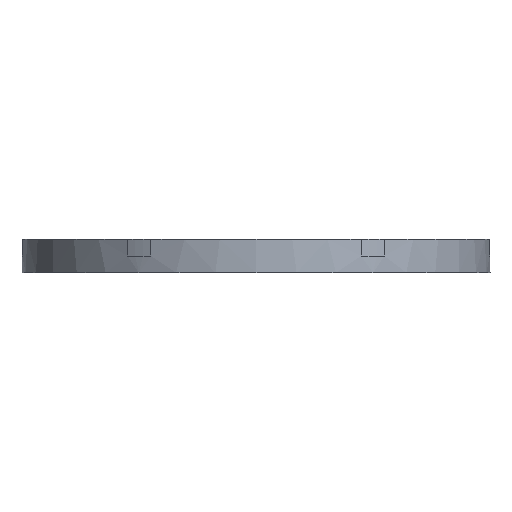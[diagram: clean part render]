
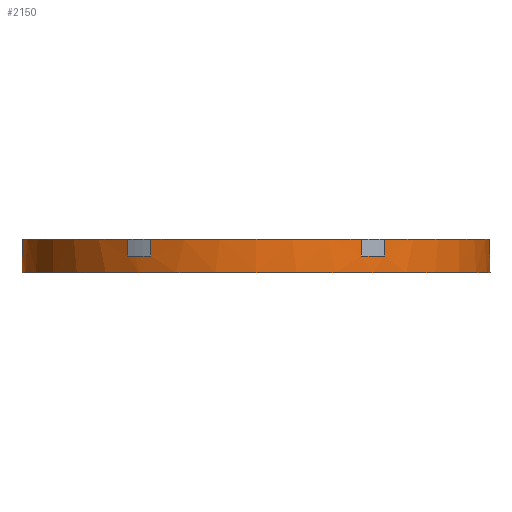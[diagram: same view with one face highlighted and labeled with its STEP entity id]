
A CAD part, left-side view. The second image highlights one B-rep face of the part: STEP entity #2150.
In plain terms, the highlighted cylindrical face has radius 70 mm (diameter 140 mm), a full revolution.
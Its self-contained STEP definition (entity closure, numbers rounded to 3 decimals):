
#154=CIRCLE('',#2282,70.);
#164=CIRCLE('',#2298,70.);
#165=CIRCLE('',#2299,70.);
#170=CIRCLE('',#2307,70.);
#180=CIRCLE('',#2323,70.);
#184=CIRCLE('',#2330,70.);
#194=CIRCLE('',#2346,70.);
#198=CIRCLE('',#2353,70.);
#208=CIRCLE('',#2369,70.);
#212=CIRCLE('',#2376,70.);
#222=CIRCLE('',#2392,70.);
#224=CIRCLE('',#2396,70.);
#230=CIRCLE('',#2405,70.);
#231=CIRCLE('',#2406,70.);
#377=FACE_OUTER_BOUND('',#525,.T.);
#525=EDGE_LOOP('',(#1927,#1928,#1929,#1930,#1931,#1932,#1933,#1934,#1935,
#1936,#1937,#1938,#1939,#1940,#1941,#1942,#1943,#1944,#1945,#1946,#1947,
#1948,#1949,#1950,#1951,#1952,#1953,#1954));
#647=LINE('',#3440,#807);
#649=LINE('',#3446,#809);
#660=LINE('',#3491,#820);
#662=LINE('',#3504,#822);
#673=LINE('',#3549,#833);
#675=LINE('',#3558,#835);
#686=LINE('',#3603,#846);
#688=LINE('',#3612,#848);
#699=LINE('',#3657,#859);
#701=LINE('',#3666,#861);
#712=LINE('',#3711,#872);
#714=LINE('',#3720,#874);
#719=LINE('',#3741,#879);
#807=VECTOR('',#2716,10.);
#809=VECTOR('',#2720,10.);
#820=VECTOR('',#2769,10.);
#822=VECTOR('',#2783,10.);
#833=VECTOR('',#2832,10.);
#835=VECTOR('',#2842,10.);
#846=VECTOR('',#2891,10.);
#848=VECTOR('',#2901,10.);
#859=VECTOR('',#2950,10.);
#861=VECTOR('',#2960,10.);
#872=VECTOR('',#3009,10.);
#874=VECTOR('',#3019,10.);
#879=VECTOR('',#3046,70.);
#983=VERTEX_POINT('',#3434);
#985=VERTEX_POINT('',#3438);
#986=VERTEX_POINT('',#3442);
#988=VERTEX_POINT('',#3445);
#1001=VERTEX_POINT('',#3485);
#1003=VERTEX_POINT('',#3489);
#1004=VERTEX_POINT('',#3493);
#1006=VERTEX_POINT('',#3500);
#1008=VERTEX_POINT('',#3503);
#1021=VERTEX_POINT('',#3543);
#1023=VERTEX_POINT('',#3547);
#1024=VERTEX_POINT('',#3554);
#1026=VERTEX_POINT('',#3557);
#1039=VERTEX_POINT('',#3597);
#1041=VERTEX_POINT('',#3601);
#1042=VERTEX_POINT('',#3608);
#1044=VERTEX_POINT('',#3611);
#1057=VERTEX_POINT('',#3651);
#1059=VERTEX_POINT('',#3655);
#1060=VERTEX_POINT('',#3662);
#1062=VERTEX_POINT('',#3665);
#1075=VERTEX_POINT('',#3705);
#1077=VERTEX_POINT('',#3709);
#1078=VERTEX_POINT('',#3716);
#1080=VERTEX_POINT('',#3719);
#1085=VERTEX_POINT('',#3739);
#1235=EDGE_CURVE('',#983,#985,#647,.F.);
#1237=EDGE_CURVE('',#986,#988,#649,.T.);
#1243=EDGE_CURVE('',#983,#986,#154,.T.);
#1260=EDGE_CURVE('',#1001,#1003,#660,.F.);
#1261=EDGE_CURVE('',#988,#1004,#164,.T.);
#1262=EDGE_CURVE('',#1004,#1003,#165,.T.);
#1266=EDGE_CURVE('',#1006,#1008,#662,.T.);
#1272=EDGE_CURVE('',#1001,#1006,#170,.T.);
#1289=EDGE_CURVE('',#1021,#1023,#673,.F.);
#1290=EDGE_CURVE('',#1008,#1023,#180,.T.);
#1293=EDGE_CURVE('',#1024,#1026,#675,.T.);
#1299=EDGE_CURVE('',#1021,#1024,#184,.T.);
#1316=EDGE_CURVE('',#1039,#1041,#686,.F.);
#1317=EDGE_CURVE('',#1026,#1041,#194,.T.);
#1320=EDGE_CURVE('',#1042,#1044,#688,.T.);
#1326=EDGE_CURVE('',#1039,#1042,#198,.T.);
#1343=EDGE_CURVE('',#1057,#1059,#699,.F.);
#1344=EDGE_CURVE('',#1044,#1059,#208,.T.);
#1347=EDGE_CURVE('',#1060,#1062,#701,.T.);
#1353=EDGE_CURVE('',#1057,#1060,#212,.T.);
#1370=EDGE_CURVE('',#1075,#1077,#712,.F.);
#1371=EDGE_CURVE('',#1062,#1077,#222,.T.);
#1374=EDGE_CURVE('',#1078,#1080,#714,.T.);
#1377=EDGE_CURVE('',#1080,#985,#224,.T.);
#1385=EDGE_CURVE('',#1085,#1085,#230,.T.);
#1386=EDGE_CURVE('',#1085,#1004,#719,.T.);
#1387=EDGE_CURVE('',#1075,#1078,#231,.T.);
#1927=ORIENTED_EDGE('',*,*,#1385,.F.);
#1928=ORIENTED_EDGE('',*,*,#1386,.T.);
#1929=ORIENTED_EDGE('',*,*,#1261,.F.);
#1930=ORIENTED_EDGE('',*,*,#1237,.F.);
#1931=ORIENTED_EDGE('',*,*,#1243,.F.);
#1932=ORIENTED_EDGE('',*,*,#1235,.T.);
#1933=ORIENTED_EDGE('',*,*,#1377,.F.);
#1934=ORIENTED_EDGE('',*,*,#1374,.F.);
#1935=ORIENTED_EDGE('',*,*,#1387,.F.);
#1936=ORIENTED_EDGE('',*,*,#1370,.T.);
#1937=ORIENTED_EDGE('',*,*,#1371,.F.);
#1938=ORIENTED_EDGE('',*,*,#1347,.F.);
#1939=ORIENTED_EDGE('',*,*,#1353,.F.);
#1940=ORIENTED_EDGE('',*,*,#1343,.T.);
#1941=ORIENTED_EDGE('',*,*,#1344,.F.);
#1942=ORIENTED_EDGE('',*,*,#1320,.F.);
#1943=ORIENTED_EDGE('',*,*,#1326,.F.);
#1944=ORIENTED_EDGE('',*,*,#1316,.T.);
#1945=ORIENTED_EDGE('',*,*,#1317,.F.);
#1946=ORIENTED_EDGE('',*,*,#1293,.F.);
#1947=ORIENTED_EDGE('',*,*,#1299,.F.);
#1948=ORIENTED_EDGE('',*,*,#1289,.T.);
#1949=ORIENTED_EDGE('',*,*,#1290,.F.);
#1950=ORIENTED_EDGE('',*,*,#1266,.F.);
#1951=ORIENTED_EDGE('',*,*,#1272,.F.);
#1952=ORIENTED_EDGE('',*,*,#1260,.T.);
#1953=ORIENTED_EDGE('',*,*,#1262,.F.);
#1954=ORIENTED_EDGE('',*,*,#1386,.F.);
#2049=CYLINDRICAL_SURFACE('',#2404,70.);
#2150=ADVANCED_FACE('',(#377),#2049,.T.);
#2282=AXIS2_PLACEMENT_3D('',#3457,#2732,#2733);
#2298=AXIS2_PLACEMENT_3D('',#3494,#2772,#2773);
#2299=AXIS2_PLACEMENT_3D('',#3495,#2774,#2775);
#2307=AXIS2_PLACEMENT_3D('',#3515,#2795,#2796);
#2323=AXIS2_PLACEMENT_3D('',#3551,#2835,#2836);
#2330=AXIS2_PLACEMENT_3D('',#3569,#2854,#2855);
#2346=AXIS2_PLACEMENT_3D('',#3605,#2894,#2895);
#2353=AXIS2_PLACEMENT_3D('',#3623,#2913,#2914);
#2369=AXIS2_PLACEMENT_3D('',#3659,#2953,#2954);
#2376=AXIS2_PLACEMENT_3D('',#3677,#2972,#2973);
#2392=AXIS2_PLACEMENT_3D('',#3713,#3012,#3013);
#2396=AXIS2_PLACEMENT_3D('',#3725,#3024,#3025);
#2404=AXIS2_PLACEMENT_3D('',#3738,#3042,#3043);
#2405=AXIS2_PLACEMENT_3D('',#3740,#3044,#3045);
#2406=AXIS2_PLACEMENT_3D('',#3742,#3047,#3048);
#2716=DIRECTION('',(0.,0.,-1.));
#2720=DIRECTION('',(0.,0.,1.));
#2732=DIRECTION('center_axis',(0.,0.,1.));
#2733=DIRECTION('ref_axis',(0.5,0.866,0.));
#2769=DIRECTION('',(0.,0.,-1.));
#2772=DIRECTION('center_axis',(0.,0.,1.));
#2773=DIRECTION('ref_axis',(0.5,0.866,0.));
#2774=DIRECTION('center_axis',(0.,0.,1.));
#2775=DIRECTION('ref_axis',(0.5,0.866,0.));
#2783=DIRECTION('',(0.,0.,1.));
#2795=DIRECTION('center_axis',(0.,0.,1.));
#2796=DIRECTION('ref_axis',(-0.5,0.866,0.));
#2832=DIRECTION('',(0.,0.,-1.));
#2835=DIRECTION('center_axis',(0.,0.,1.));
#2836=DIRECTION('ref_axis',(-0.5,0.866,0.));
#2842=DIRECTION('',(0.,0.,1.));
#2854=DIRECTION('center_axis',(0.,0.,1.));
#2855=DIRECTION('ref_axis',(-1.,0.,0.));
#2891=DIRECTION('',(0.,0.,-1.));
#2894=DIRECTION('center_axis',(0.,0.,1.));
#2895=DIRECTION('ref_axis',(-1.,0.,0.));
#2901=DIRECTION('',(0.,0.,1.));
#2913=DIRECTION('center_axis',(0.,0.,1.));
#2914=DIRECTION('ref_axis',(-0.5,-0.866,0.));
#2950=DIRECTION('',(0.,0.,-1.));
#2953=DIRECTION('center_axis',(0.,0.,1.));
#2954=DIRECTION('ref_axis',(-0.5,-0.866,0.));
#2960=DIRECTION('',(0.,0.,1.));
#2972=DIRECTION('center_axis',(0.,0.,1.));
#2973=DIRECTION('ref_axis',(0.5,-0.866,0.));
#3009=DIRECTION('',(0.,0.,-1.));
#3012=DIRECTION('center_axis',(0.,0.,1.));
#3013=DIRECTION('ref_axis',(0.5,-0.866,0.));
#3019=DIRECTION('',(0.,0.,1.));
#3024=DIRECTION('center_axis',(0.,0.,1.));
#3025=DIRECTION('ref_axis',(1.,0.,0.));
#3042=DIRECTION('center_axis',(0.,0.,-1.));
#3043=DIRECTION('ref_axis',(1.,0.,0.));
#3044=DIRECTION('center_axis',(0.,0.,-1.));
#3045=DIRECTION('ref_axis',(0.5,0.866,0.));
#3046=DIRECTION('',(0.,0.,1.));
#3047=DIRECTION('center_axis',(0.,0.,1.));
#3048=DIRECTION('ref_axis',(1.,0.,0.));
#3434=CARTESIAN_POINT('',(-58.517,38.415,0.));
#3438=CARTESIAN_POINT('',(-58.517,38.415,5.));
#3440=CARTESIAN_POINT('',(-58.517,38.415,0.));
#3442=CARTESIAN_POINT('',(-62.527,31.47,0.));
#3445=CARTESIAN_POINT('',(-62.527,31.47,5.));
#3446=CARTESIAN_POINT('',(-62.527,31.47,0.));
#3457=CARTESIAN_POINT('Origin',(0.,0.,0.));
#3485=CARTESIAN_POINT('',(-62.527,-31.47,0.));
#3489=CARTESIAN_POINT('',(-62.527,-31.47,5.));
#3491=CARTESIAN_POINT('',(-62.527,-31.47,0.));
#3493=CARTESIAN_POINT('',(-70.,0.,5.));
#3494=CARTESIAN_POINT('Origin',(0.,0.,5.));
#3495=CARTESIAN_POINT('Origin',(0.,0.,5.));
#3500=CARTESIAN_POINT('',(-58.517,-38.415,0.));
#3503=CARTESIAN_POINT('',(-58.517,-38.415,5.));
#3504=CARTESIAN_POINT('',(-58.517,-38.415,0.));
#3515=CARTESIAN_POINT('Origin',(0.,0.,0.));
#3543=CARTESIAN_POINT('',(-4.01,-69.885,0.));
#3547=CARTESIAN_POINT('',(-4.01,-69.885,5.));
#3549=CARTESIAN_POINT('',(-4.01,-69.885,0.));
#3551=CARTESIAN_POINT('Origin',(0.,0.,5.));
#3554=CARTESIAN_POINT('',(4.01,-69.885,0.));
#3557=CARTESIAN_POINT('',(4.01,-69.885,5.));
#3558=CARTESIAN_POINT('',(4.01,-69.885,0.));
#3569=CARTESIAN_POINT('Origin',(0.,0.,0.));
#3597=CARTESIAN_POINT('',(58.517,-38.415,0.));
#3601=CARTESIAN_POINT('',(58.517,-38.415,5.));
#3603=CARTESIAN_POINT('',(58.517,-38.415,0.));
#3605=CARTESIAN_POINT('Origin',(0.,0.,5.));
#3608=CARTESIAN_POINT('',(62.527,-31.47,0.));
#3611=CARTESIAN_POINT('',(62.527,-31.47,5.));
#3612=CARTESIAN_POINT('',(62.527,-31.47,0.));
#3623=CARTESIAN_POINT('Origin',(0.,0.,0.));
#3651=CARTESIAN_POINT('',(62.527,31.47,0.));
#3655=CARTESIAN_POINT('',(62.527,31.47,5.));
#3657=CARTESIAN_POINT('',(62.527,31.47,0.));
#3659=CARTESIAN_POINT('Origin',(0.,0.,5.));
#3662=CARTESIAN_POINT('',(58.517,38.415,0.));
#3665=CARTESIAN_POINT('',(58.517,38.415,5.));
#3666=CARTESIAN_POINT('',(58.517,38.415,0.));
#3677=CARTESIAN_POINT('Origin',(0.,0.,0.));
#3705=CARTESIAN_POINT('',(4.01,69.885,0.));
#3709=CARTESIAN_POINT('',(4.01,69.885,5.));
#3711=CARTESIAN_POINT('',(4.01,69.885,0.));
#3713=CARTESIAN_POINT('Origin',(0.,0.,5.));
#3716=CARTESIAN_POINT('',(-4.01,69.885,0.));
#3719=CARTESIAN_POINT('',(-4.01,69.885,5.));
#3720=CARTESIAN_POINT('',(-4.01,69.885,0.));
#3725=CARTESIAN_POINT('Origin',(0.,0.,5.));
#3738=CARTESIAN_POINT('Origin',(0.,0.,0.));
#3739=CARTESIAN_POINT('',(-70.,0.,-5.));
#3740=CARTESIAN_POINT('Origin',(0.,0.,-5.));
#3741=CARTESIAN_POINT('',(-70.,0.,0.));
#3742=CARTESIAN_POINT('Origin',(0.,0.,0.));
